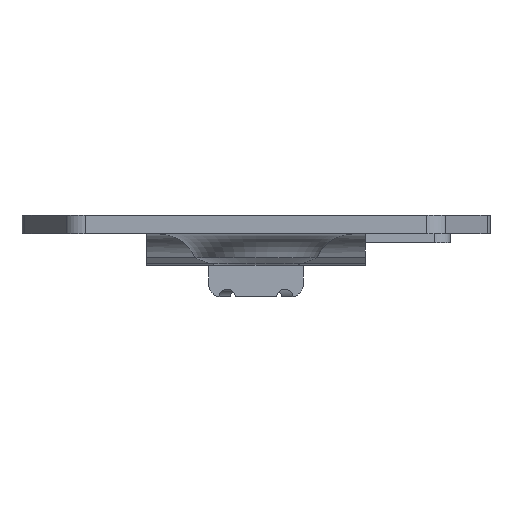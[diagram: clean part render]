
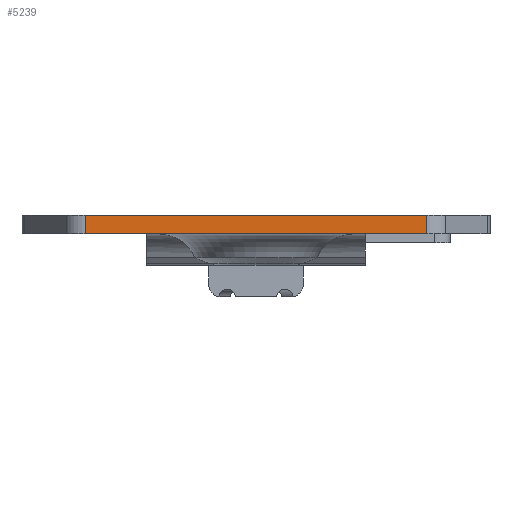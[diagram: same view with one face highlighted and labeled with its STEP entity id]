
A CAD part, front view. The second image highlights one B-rep face of the part: STEP entity #5239.
In plain terms, the highlighted planar face has unit normal (0, -1, 0).
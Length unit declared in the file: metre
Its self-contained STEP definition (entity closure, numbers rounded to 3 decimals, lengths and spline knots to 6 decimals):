
#391=LINE('',#10729,#859);
#392=LINE('',#10733,#860);
#393=LINE('',#10735,#861);
#394=LINE('',#10737,#862);
#859=VECTOR('',#6411,1.);
#860=VECTOR('',#6416,1.);
#861=VECTOR('',#6417,1.);
#862=VECTOR('',#6418,1.);
#1262=PLANE('',#5565);
#1950=ORIENTED_EDGE('',*,*,#3284,.T.);
#1951=ORIENTED_EDGE('',*,*,#3285,.F.);
#1952=ORIENTED_EDGE('',*,*,#3286,.F.);
#1953=ORIENTED_EDGE('',*,*,#3282,.T.);
#3282=EDGE_CURVE('',#3942,#3941,#391,.T.);
#3284=EDGE_CURVE('',#3941,#3943,#392,.T.);
#3285=EDGE_CURVE('',#3944,#3943,#393,.T.);
#3286=EDGE_CURVE('',#3942,#3944,#394,.T.);
#3941=VERTEX_POINT('',#10728);
#3942=VERTEX_POINT('',#10730);
#3943=VERTEX_POINT('',#10734);
#3944=VERTEX_POINT('',#10736);
#4556=EDGE_LOOP('',(#1950,#1951,#1952,#1953));
#4897=FACE_BOUND('',#4556,.T.);
#5239=ADVANCED_FACE('',(#4897),#1262,.F.);
#5565=AXIS2_PLACEMENT_3D('',#10732,#6414,#6415);
#6411=DIRECTION('',(0.,0.,1.));
#6414=DIRECTION('',(0.,1.,0.));
#6415=DIRECTION('',(-1.,0.,0.));
#6416=DIRECTION('',(-1.,0.,0.));
#6417=DIRECTION('',(0.,0.,1.));
#6418=DIRECTION('',(-1.,0.,0.));
#10728=CARTESIAN_POINT('',(0.027096,-0.027568,-0.0338));
#10729=CARTESIAN_POINT('',(0.027096,-0.027568,-0.0368));
#10730=CARTESIAN_POINT('',(0.027096,-0.027568,-0.0368));
#10732=CARTESIAN_POINT('',(0.027096,-0.027568,-0.0368));
#10733=CARTESIAN_POINT('',(0.027096,-0.027568,-0.0338));
#10734=CARTESIAN_POINT('',(-0.027096,-0.027568,-0.0338));
#10735=CARTESIAN_POINT('',(-0.027096,-0.027568,-0.0368));
#10736=CARTESIAN_POINT('',(-0.027096,-0.027568,-0.0368));
#10737=CARTESIAN_POINT('',(0.027096,-0.027568,-0.0368));
